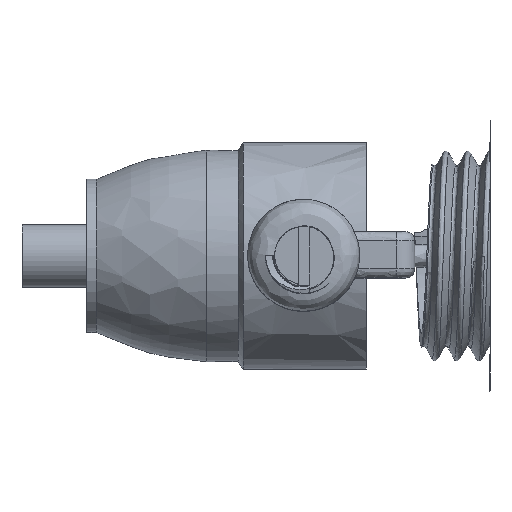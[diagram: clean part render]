
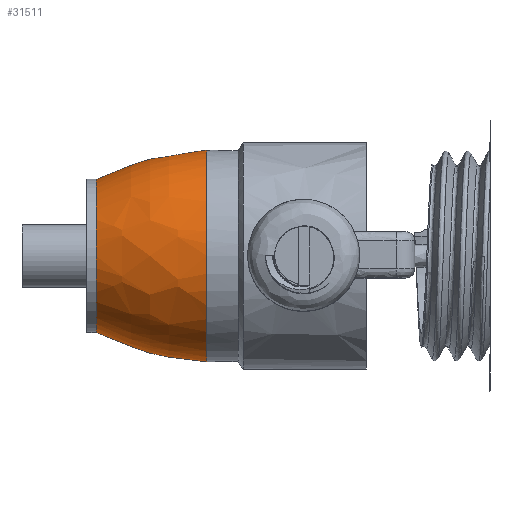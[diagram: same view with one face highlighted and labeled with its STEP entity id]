
A CAD part, top view. The second image highlights one B-rep face of the part: STEP entity #31511.
In plain terms, the highlighted free-form (B-spline) face has degree [2, 2] with [9, 3] control points.
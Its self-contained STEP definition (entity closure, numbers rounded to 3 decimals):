
#31125 = EDGE_CURVE('',#31126,#31128,#31130,.T.);
#31126 = VERTEX_POINT('',#31127);
#31127 = CARTESIAN_POINT('',(-16.047,0.,17.537));
#31128 = VERTEX_POINT('',#31129);
#31129 = CARTESIAN_POINT('',(-16.047,0.,-17.537));
#31130 = ( BOUNDED_CURVE() B_SPLINE_CURVE(2,(#31131,#31132,#31133,#31134
,#31135),.UNSPECIFIED.,.F.,.F.) B_SPLINE_CURVE_WITH_KNOTS((3,2,3),(0.,
1.571,3.142),.PIECEWISE_BEZIER_KNOTS.) CURVE() 
GEOMETRIC_REPRESENTATION_ITEM() RATIONAL_B_SPLINE_CURVE((1.,
0.707,1.,0.707,1.)) REPRESENTATION_ITEM('') );
#31131 = CARTESIAN_POINT('',(-16.047,0.,17.537));
#31132 = CARTESIAN_POINT('',(-16.047,-17.537,
    17.537));
#31133 = CARTESIAN_POINT('',(-16.047,-17.537,
    0.));
#31134 = CARTESIAN_POINT('',(-16.047,-17.537,
    -17.537));
#31135 = CARTESIAN_POINT('',(-16.047,0.,
    -17.537));
#31137 = EDGE_CURVE('',#31128,#31126,#31138,.T.);
#31138 = ( BOUNDED_CURVE() B_SPLINE_CURVE(2,(#31139,#31140,#31141,#31142
,#31143),.UNSPECIFIED.,.F.,.F.) B_SPLINE_CURVE_WITH_KNOTS((3,2,3),(
    3.142,4.712,6.283),
.PIECEWISE_BEZIER_KNOTS.) CURVE() GEOMETRIC_REPRESENTATION_ITEM() 
RATIONAL_B_SPLINE_CURVE((1.,0.707,1.,0.707,1.)) 
REPRESENTATION_ITEM('') );
#31139 = CARTESIAN_POINT('',(-16.047,0.,
    -17.537));
#31140 = CARTESIAN_POINT('',(-16.047,17.537,
    -17.537));
#31141 = CARTESIAN_POINT('',(-16.047,17.537,
    0.));
#31142 = CARTESIAN_POINT('',(-16.047,17.537,
    17.537));
#31143 = CARTESIAN_POINT('',(-16.047,0.,
    17.537));
#31470 = VERTEX_POINT('',#31471);
#31471 = CARTESIAN_POINT('',(-34.366,0.,-12.711));
#31479 = EDGE_CURVE('',#31480,#31470,#31482,.T.);
#31480 = VERTEX_POINT('',#31481);
#31481 = CARTESIAN_POINT('',(-34.366,0.,12.711));
#31482 = ( BOUNDED_CURVE() B_SPLINE_CURVE(2,(#31483,#31484,#31485,#31486
,#31487),.UNSPECIFIED.,.F.,.F.) B_SPLINE_CURVE_WITH_KNOTS((3,2,3),(0.,
1.571,3.142),.PIECEWISE_BEZIER_KNOTS.) CURVE() 
GEOMETRIC_REPRESENTATION_ITEM() RATIONAL_B_SPLINE_CURVE((1.,
0.707,1.,0.707,1.)) REPRESENTATION_ITEM('') );
#31483 = CARTESIAN_POINT('',(-34.366,0.,12.711));
#31484 = CARTESIAN_POINT('',(-34.366,-12.711,
    12.711));
#31485 = CARTESIAN_POINT('',(-34.366,-12.711,
    0.));
#31486 = CARTESIAN_POINT('',(-34.366,-12.711,
    -12.711));
#31487 = CARTESIAN_POINT('',(-34.366,0.,
    -12.711));
#31489 = EDGE_CURVE('',#31470,#31480,#31490,.T.);
#31490 = ( BOUNDED_CURVE() B_SPLINE_CURVE(2,(#31491,#31492,#31493,#31494
,#31495),.UNSPECIFIED.,.F.,.F.) B_SPLINE_CURVE_WITH_KNOTS((3,2,3),(
    3.142,4.712,6.283),
.PIECEWISE_BEZIER_KNOTS.) CURVE() GEOMETRIC_REPRESENTATION_ITEM() 
RATIONAL_B_SPLINE_CURVE((1.,0.707,1.,0.707,1.)) 
REPRESENTATION_ITEM('') );
#31491 = CARTESIAN_POINT('',(-34.366,0.,
    -12.711));
#31492 = CARTESIAN_POINT('',(-34.366,12.711,
    -12.711));
#31493 = CARTESIAN_POINT('',(-34.366,12.711,
    0.));
#31494 = CARTESIAN_POINT('',(-34.366,12.711,
    12.711));
#31495 = CARTESIAN_POINT('',(-34.366,0.,
    12.711));
#31511 = ADVANCED_FACE('',(#31512),#31525,.F.);
#31512 = FACE_BOUND('',#31513,.F.);
#31513 = EDGE_LOOP('',(#31514,#31515,#31516,#31522,#31523,#31524));
#31514 = ORIENTED_EDGE('',*,*,#31137,.T.);
#31515 = ORIENTED_EDGE('',*,*,#31125,.T.);
#31516 = ORIENTED_EDGE('',*,*,#31517,.T.);
#31517 = EDGE_CURVE('',#31128,#31470,#31518,.T.);
#31518 = ( BOUNDED_CURVE() B_SPLINE_CURVE(2,(#31519,#31520,#31521),
.UNSPECIFIED.,.F.,.F.) B_SPLINE_CURVE_WITH_KNOTS((3,3),(
0.045,0.47),.PIECEWISE_BEZIER_KNOTS.) CURVE() 
GEOMETRIC_REPRESENTATION_ITEM() RATIONAL_B_SPLINE_CURVE((1.,
0.978,1.)) REPRESENTATION_ITEM('') );
#31519 = CARTESIAN_POINT('',(-16.047,0.,-17.537));
#31520 = CARTESIAN_POINT('',(-25.727,0.,-17.1));
#31521 = CARTESIAN_POINT('',(-34.366,0.,-12.711));
#31522 = ORIENTED_EDGE('',*,*,#31479,.F.);
#31523 = ORIENTED_EDGE('',*,*,#31489,.F.);
#31524 = ORIENTED_EDGE('',*,*,#31517,.F.);
#31525 = ( BOUNDED_SURFACE() B_SPLINE_SURFACE(2,2,(
    (#31526,#31527,#31528)
    ,(#31529,#31530,#31531)
    ,(#31532,#31533,#31534)
    ,(#31535,#31536,#31537)
    ,(#31538,#31539,#31540)
    ,(#31541,#31542,#31543)
    ,(#31544,#31545,#31546)
    ,(#31547,#31548,#31549)
    ,(#31550,#31551,#31552
)),.UNSPECIFIED.,.T.,.F.,.F.) B_SPLINE_SURFACE_WITH_KNOTS((3,2,2,2,3),(3
    ,3),(-3.142,-2.094,0.,2.094,3.142)
  ,(3.187,3.612),.UNSPECIFIED.) 
GEOMETRIC_REPRESENTATION_ITEM() RATIONAL_B_SPLINE_SURFACE((
    (0.75,0.733,0.75)
    ,(0.75,0.733,0.75)
    ,(1.,0.978,1.)
    ,(0.5,0.489,0.5)
    ,(1.,0.978,1.)
    ,(0.5,0.489,0.5)
    ,(1.,0.978,1.)
    ,(0.75,0.733,0.75)
,(0.75,0.733,0.75))) REPRESENTATION_ITEM('') SURFACE() );
#31526 = CARTESIAN_POINT('',(-16.047,0.,
    -17.537));
#31527 = CARTESIAN_POINT('',(-25.727,0.,
    -17.1));
#31528 = CARTESIAN_POINT('',(-34.366,0.,-12.711));
#31529 = CARTESIAN_POINT('',(-16.047,10.125,
    -17.537));
#31530 = CARTESIAN_POINT('',(-25.727,9.873,
    -17.1));
#31531 = CARTESIAN_POINT('',(-34.366,7.339,
    -12.711));
#31532 = CARTESIAN_POINT('',(-16.047,15.187,
    -8.768));
#31533 = CARTESIAN_POINT('',(-25.727,14.809,
    -8.55));
#31534 = CARTESIAN_POINT('',(-34.366,11.008,
    -6.356));
#31535 = CARTESIAN_POINT('',(-16.047,30.375,
    17.537));
#31536 = CARTESIAN_POINT('',(-25.727,29.619,
    17.1));
#31537 = CARTESIAN_POINT('',(-34.366,22.017,
    12.711));
#31538 = CARTESIAN_POINT('',(-16.047,0.,17.537));
#31539 = CARTESIAN_POINT('',(-25.727,0.,17.1));
#31540 = CARTESIAN_POINT('',(-34.366,0.,12.711));
#31541 = CARTESIAN_POINT('',(-16.047,-30.375,
    17.537));
#31542 = CARTESIAN_POINT('',(-25.727,-29.619,
    17.1));
#31543 = CARTESIAN_POINT('',(-34.366,-22.017,
    12.711));
#31544 = CARTESIAN_POINT('',(-16.047,-15.187,
    -8.768));
#31545 = CARTESIAN_POINT('',(-25.727,-14.809,
    -8.55));
#31546 = CARTESIAN_POINT('',(-34.366,-11.008,
    -6.356));
#31547 = CARTESIAN_POINT('',(-16.047,-10.125,
    -17.537));
#31548 = CARTESIAN_POINT('',(-25.727,-9.873,
    -17.1));
#31549 = CARTESIAN_POINT('',(-34.366,-7.339,
    -12.711));
#31550 = CARTESIAN_POINT('',(-16.047,0.,
    -17.537));
#31551 = CARTESIAN_POINT('',(-25.727,0.,
    -17.1));
#31552 = CARTESIAN_POINT('',(-34.366,0.,-12.711));
